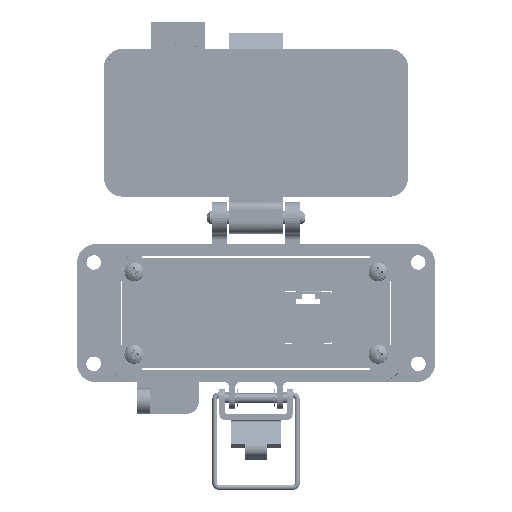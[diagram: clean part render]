
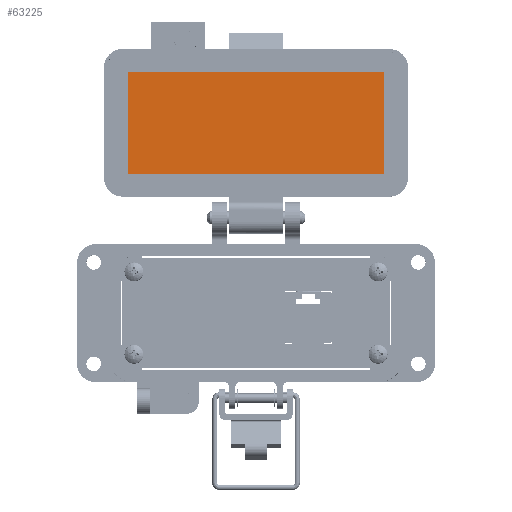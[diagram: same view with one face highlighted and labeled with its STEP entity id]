
A CAD part, top view. The second image highlights one B-rep face of the part: STEP entity #63225.
In plain terms, the highlighted planar face has unit normal (0, 0, 1).
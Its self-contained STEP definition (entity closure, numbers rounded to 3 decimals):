
#230 = VECTOR ( 'NONE', #51928, 1000. ) ;
#1621 = AXIS2_PLACEMENT_3D ( 'NONE', #60622, #26833, #37971 ) ;
#2457 = DIRECTION ( 'NONE',  ( 1., 0., 0. ) ) ;
#5114 = CARTESIAN_POINT ( 'NONE',  ( 42., 51.154, -25.55 ) ) ;
#6470 = CARTESIAN_POINT ( 'NONE',  ( 40.25, 51.154, -25.55 ) ) ;
#10046 = CARTESIAN_POINT ( 'NONE',  ( -40.25, 51.154, -25.55 ) ) ;
#11264 = LINE ( 'NONE', #23110, #24790 ) ;
#14521 = CARTESIAN_POINT ( 'NONE',  ( -40.25, 83.154, -25.55 ) ) ;
#14571 = PLANE ( 'NONE',  #1621 ) ;
#23110 = CARTESIAN_POINT ( 'NONE',  ( 40.25, 67.154, -25.55 ) ) ;
#24790 = VECTOR ( 'NONE', #29266, 1000. ) ;
#26833 = DIRECTION ( 'NONE',  ( 0., 0., 1. ) ) ;
#29266 = DIRECTION ( 'NONE',  ( 0., -1., 0. ) ) ;
#34102 = CARTESIAN_POINT ( 'NONE',  ( -40.25, 67.154, -25.55 ) ) ;
#35445 = VERTEX_POINT ( 'NONE', #14521 ) ;
#36014 = VERTEX_POINT ( 'NONE', #6470 ) ;
#37971 = DIRECTION ( 'NONE',  ( 0., -1., 0. ) ) ;
#38522 = VERTEX_POINT ( 'NONE', #39121 ) ;
#39121 = CARTESIAN_POINT ( 'NONE',  ( 40.25, 83.154, -25.55 ) ) ;
#44433 = EDGE_CURVE ( 'NONE', #62437, #35445, #62135, .T. ) ;
#51901 = VECTOR ( 'NONE', #2457, 1000. ) ;
#51928 = DIRECTION ( 'NONE',  ( -1., 0., 0. ) ) ;
#55034 = CARTESIAN_POINT ( 'NONE',  ( -8.5, 83.154, -25.55 ) ) ;
#56010 = FACE_OUTER_BOUND ( 'NONE', #61771, .T. ) ;
#57672 = LINE ( 'NONE', #5114, #230 ) ;
#58242 = EDGE_CURVE ( 'NONE', #36014, #62437, #57672, .T. ) ;
#60622 = CARTESIAN_POINT ( 'NONE',  ( -8.5, 67.154, -25.55 ) ) ;
#60902 = ORIENTED_EDGE ( 'NONE', *, *, #67479, .F. ) ;
#61771 = EDGE_LOOP ( 'NONE', ( #60902, #70603, #67089, #74087 ) ) ;
#62046 = EDGE_CURVE ( 'NONE', #38522, #36014, #11264, .T. ) ;
#62135 = LINE ( 'NONE', #34102, #71266 ) ;
#62437 = VERTEX_POINT ( 'NONE', #10046 ) ;
#63225 = ADVANCED_FACE ( 'NONE', ( #56010 ), #14571, .T. ) ;
#66163 = LINE ( 'NONE', #55034, #51901 ) ;
#67089 = ORIENTED_EDGE ( 'NONE', *, *, #58242, .F. ) ;
#67479 = EDGE_CURVE ( 'NONE', #35445, #38522, #66163, .T. ) ;
#70603 = ORIENTED_EDGE ( 'NONE', *, *, #44433, .F. ) ;
#71266 = VECTOR ( 'NONE', #74020, 1000. ) ;
#74020 = DIRECTION ( 'NONE',  ( 0., 1., 0. ) ) ;
#74087 = ORIENTED_EDGE ( 'NONE', *, *, #62046, .F. ) ;
